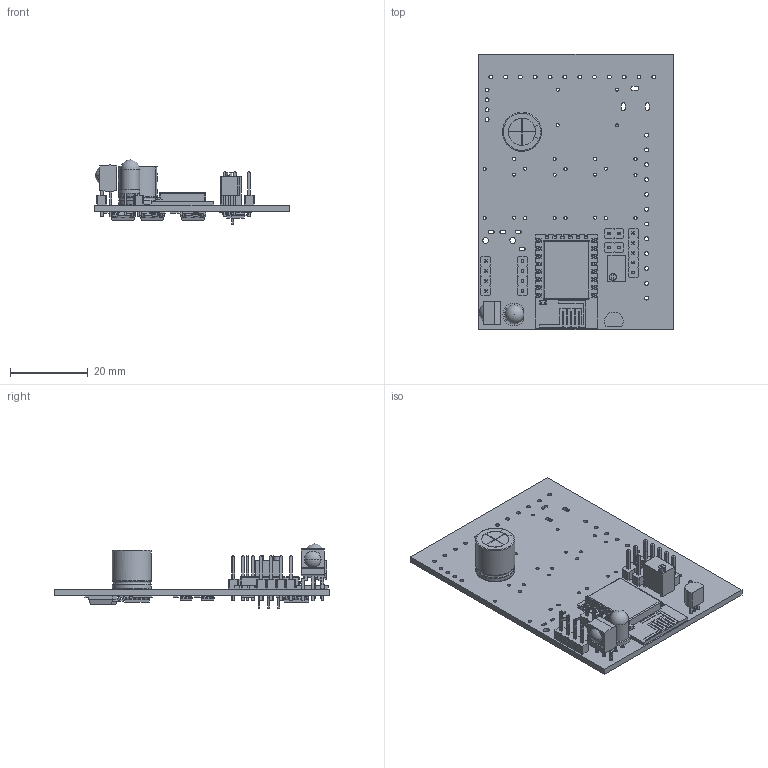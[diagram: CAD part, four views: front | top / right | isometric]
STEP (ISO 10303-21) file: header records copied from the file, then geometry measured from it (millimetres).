
FILE_DESCRIPTION(('KiCad electronic assembly'),'2;1');
FILE_NAME('IoTmanager.step','2024-11-07T11:28:11',('Pcbnew'),('Kicad'), 'Open CASCADE STEP processor 7.8','KiCad to STEP converter','Unknown' );
FILE_SCHEMA(('AUTOMOTIVE_DESIGN { 1 0 10303 214 1 1 1 1 }'));
Length unit declared in the file: millimetre
Products named in the file (28): IoTmanager 1; PinHeader_1x05_P2.54mm_Vertical; PinHeader_1x05_P254mm_Vertical; TO-92_Inline; TO-92_Inline_Narrow; PinHeader_1x04_P2.54mm_Vertical; PinHeader_1x04_P254mm_Vertical; Potentiometer_Bourns_3266Y_Vertical; LED_D5.0mm_IRGrey; ESP-12E; ESP_12E001_cp; CP_Radial_D10.0mm_P3.50mm; CP_Radial_D100mm_P350mm; Vishay_MOLD-3Pin; Vishay_MOLD-3pin; PinHeader_1x02_P2.54mm_Vertical; PinHeader_1x02_P254mm_Vertical; R_0805_2012Metric; TO-252-2; CQ assembly; SOT-23; SOT_23; SOT-223; SOT_223; IoTmanager_PCB
Assembly tree (61 placements, depth 3):
  IoTmanager 1
    PinHeader_1x05_P2.54mm_Vertical
      PinHeader_1x05_P254mm_Vertical
    TO-92_Inline
      TO-92_Inline_Narrow
    PinHeader_1x04_P2.54mm_Vertical  x2
      PinHeader_1x04_P254mm_Vertical
    Potentiometer_Bourns_3266Y_Vertical
      Potentiometer_Bourns_3266Y_Vertical
    LED_D5.0mm_IRGrey
      LED_D5.0mm_IRGrey
    ESP-12E
      ESP_12E001_cp
    CP_Radial_D10.0mm_P3.50mm
      CP_Radial_D100mm_P350mm
    Vishay_MOLD-3Pin
      Vishay_MOLD-3pin
    PinHeader_1x02_P2.54mm_Vertical  x2
      PinHeader_1x02_P254mm_Vertical
    R_0805_2012Metric  x23
      R_0805_2012Metric
    TO-252-2  x3
      CQ assembly
    SOT-23  x8
      SOT_23
    SOT-223  x2
      SOT_223
    IoTmanager_PCB
Bounding box: 50 x 70.74 x 16.48 mm (x, y, z)
Volume: 8474.2 mm3; surface area: 12701.3 mm2
Topology: 107 solids, 108 shells, 2825 faces, 7033 edges, 4468 vertices
Faces by surface type: plane 1935, cylinder 624, bspline 253, sphere 7, revolution 4, torus 2
Full cylindrical faces by diameter (mm): 0.46 x3, 0.5 x2, 0.65 x16, 0.7 x16, 0.75 x3, 0.762 x4, 0.8 x23, 0.9 x5, 1 x46, 1.016 x4, 1.5 x2, 1.78 x1, 4.9 x1
Entity records: 48601 total; most frequent: CARTESIAN_POINT 7777, ORIENTED_EDGE 6572, DIRECTION 6557, EDGE_CURVE 3286, LINE 2535, VECTOR 2535, VERTEX_POINT 2127, AXIS2_PLACEMENT_3D 2009
